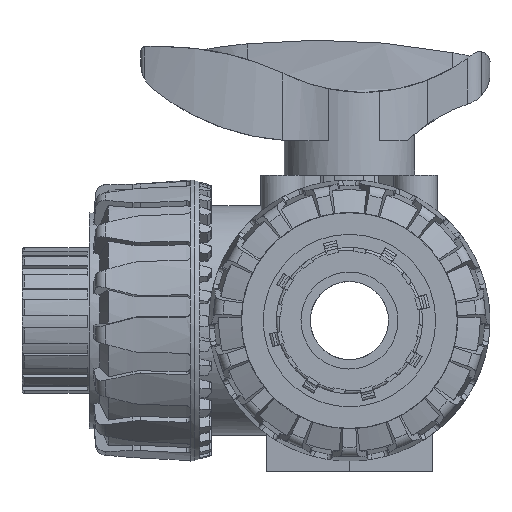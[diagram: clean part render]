
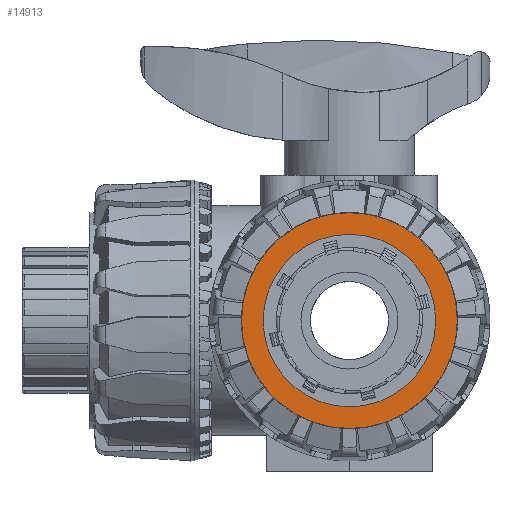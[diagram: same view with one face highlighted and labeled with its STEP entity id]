
A CAD part, front view. The second image highlights one B-rep face of the part: STEP entity #14913.
In plain terms, the highlighted face is planar.
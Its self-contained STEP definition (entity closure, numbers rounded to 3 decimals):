
#3297=PLANE($,#16337);
#3425=FACE_BOUND($,#4916,.T.);
#3426=FACE_BOUND($,#4917,.T.);
#4916=EDGE_LOOP($,(#13012));
#4917=EDGE_LOOP($,(#13013));
#5358=CIRCLE($,#15906,16.55);
#5429=CIRCLE($,#16138,20.7);
#6429=VERTEX_POINT($,#24783);
#6715=VERTEX_POINT($,#26381);
#8341=EDGE_CURVE($,#6429,#6429,#5358,.T.);
#8720=EDGE_CURVE($,#6715,#6715,#5429,.T.);
#13012=ORIENTED_EDGE($,*,*,#8341,.T.);
#13013=ORIENTED_EDGE($,*,*,#8720,.T.);
#14913=ADVANCED_FACE($,(#3425,#3426),#3297,.T.);
#15906=AXIS2_PLACEMENT_3D($,#24784,#18906,#18907);
#16138=AXIS2_PLACEMENT_3D($,#26382,#19470,#19471);
#16337=AXIS2_PLACEMENT_3D($,#27109,#19948,#19949);
#18906=DIRECTION('center_axis',(0.,-1.,0.));
#18907=DIRECTION('ref_axis',(-1.,0.,0.));
#19470=DIRECTION('center_axis',(0.,1.,0.));
#19471=DIRECTION('ref_axis',(-1.,0.,0.));
#19948=DIRECTION('center_axis',(0.,1.,0.));
#19949=DIRECTION('ref_axis',(0.,0.,1.));
#24783=CARTESIAN_POINT('',(-16.55,21.2,0.));
#24784=CARTESIAN_POINT('Origin',(0.,21.2,0.));
#26381=CARTESIAN_POINT('',(-20.7,21.2,0.));
#26382=CARTESIAN_POINT('Origin',(0.,21.2,0.));
#27109=CARTESIAN_POINT('Origin',(-10.35,21.2,0.));
